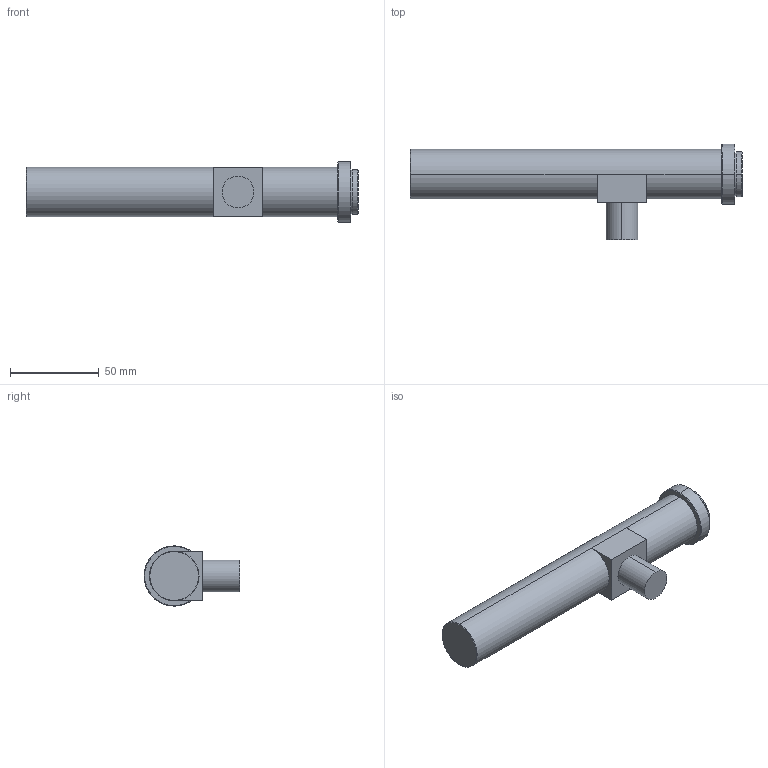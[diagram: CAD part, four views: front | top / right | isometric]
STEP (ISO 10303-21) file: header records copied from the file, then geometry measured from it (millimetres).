
FILE_DESCRIPTION (( 'STEP AP203' ), '1' );
FILE_NAME ('WH05-260C-118 STEPͼ.STEP', '2019-10-29T08:18:33', ( '' ), ( '' ), 'SwSTEP 2.0', 'SolidWorks 2014', '' );
FILE_SCHEMA (( 'CONFIG_CONTROL_DESIGN' ));
Length unit declared in the file: millimetre
Products named in the file (1): WH05-260C-118 STEPͼ
Bounding box: 187.3 x 54.1 x 34 mm (x, y, z)
Volume: 126329.9 mm3; surface area: 20330.4 mm2
Topology: 1 solids, 1 shells, 30 faces, 60 edges, 36 vertices
Faces by surface type: cylinder 11, plane 11, cone 8
Entity records: 855 total; most frequent: DIRECTION 152, CARTESIAN_POINT 127, ORIENTED_EDGE 120, AXIS2_PLACEMENT_3D 61, EDGE_CURVE 60, VERTEX_POINT 36, EDGE_LOOP 34, LINE 30
